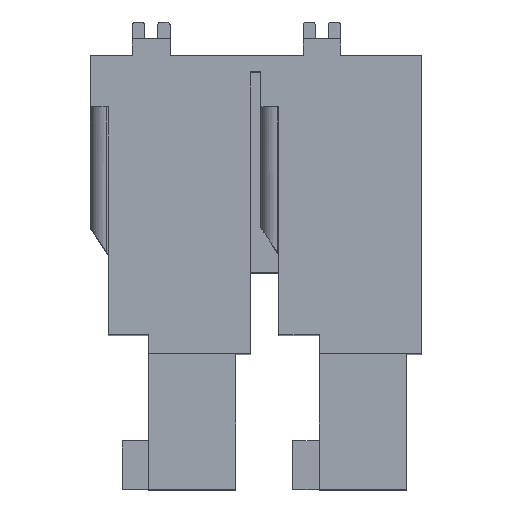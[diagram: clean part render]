
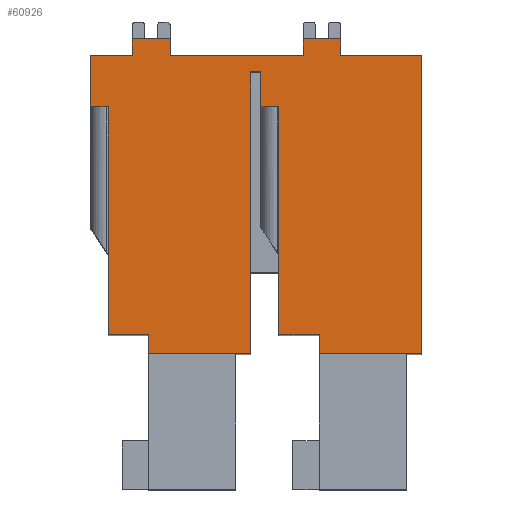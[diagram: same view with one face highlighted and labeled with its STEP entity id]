
A CAD part, top view. The second image highlights one B-rep face of the part: STEP entity #60926.
In plain terms, the highlighted planar face has unit normal (0, 0, 1).
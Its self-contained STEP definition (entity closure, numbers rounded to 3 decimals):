
#798=DIRECTION('',(1.,0.,0.));
#799=VECTOR('',#798,4.965);
#800=CARTESIAN_POINT('',(-5.215,-3.966,12.6));
#801=LINE('',#800,#799);
#4298=DIRECTION('',(0.,-1.,0.));
#4299=VECTOR('',#4298,11.089);
#4300=CARTESIAN_POINT('',(-7.176,8.05,12.6));
#4301=LINE('',#4300,#4299);
#6071=DIRECTION('',(-1.,0.,0.));
#6072=VECTOR('',#6071,6.472);
#6073=CARTESIAN_POINT('',(2.3,10.55,12.6));
#6074=LINE('',#6073,#6072);
#14942=DIRECTION('',(1.,0.,0.));
#14943=VECTOR('',#14942,4.965);
#14944=CARTESIAN_POINT('',(3.085,-3.966,12.6));
#14945=LINE('',#14944,#14943);
#18638=DIRECTION('',(0.,-1.,0.));
#18639=VECTOR('',#18638,11.089);
#18640=CARTESIAN_POINT('',(1.124,8.05,12.6));
#18641=LINE('',#18640,#18639);
#19443=DIRECTION('',(0.,-1.,0.));
#19444=VECTOR('',#19443,0.816);
#19445=CARTESIAN_POINT('',(2.3,11.366,12.6));
#19446=LINE('',#19445,#19444);
#19450=DIRECTION('',(1.,0.,0.));
#19451=VECTOR('',#19450,1.828);
#19452=CARTESIAN_POINT('',(2.3,11.366,12.6));
#19453=LINE('',#19452,#19451);
#19457=DIRECTION('',(0.,1.,0.));
#19458=VECTOR('',#19457,0.816);
#19459=CARTESIAN_POINT('',(4.128,10.55,12.6));
#19460=LINE('',#19459,#19458);
#19464=DIRECTION('',(-1.,0.,0.));
#19465=VECTOR('',#19464,3.922);
#19466=CARTESIAN_POINT('',(8.05,10.55,12.6));
#19467=LINE('',#19466,#19465);
#19471=DIRECTION('',(0.,1.,0.));
#19472=VECTOR('',#19471,14.516);
#19473=CARTESIAN_POINT('',(8.05,-3.966,12.6));
#19474=LINE('',#19473,#19472);
#19478=DIRECTION('',(0.,-1.,0.));
#19479=VECTOR('',#19478,0.927);
#19480=CARTESIAN_POINT('',(3.085,-3.039,12.6));
#19481=LINE('',#19480,#19479);
#19485=DIRECTION('',(1.,0.,0.));
#19486=VECTOR('',#19485,1.96);
#19487=CARTESIAN_POINT('',(1.124,-3.039,12.6));
#19488=LINE('',#19487,#19486);
#19492=DIRECTION('',(1.,0.,0.));
#19493=VECTOR('',#19492,0.874);
#19494=CARTESIAN_POINT('',(0.25,8.05,12.6));
#19495=LINE('',#19494,#19493);
#19499=DIRECTION('',(0.,-1.,0.));
#19500=VECTOR('',#19499,1.7);
#19501=CARTESIAN_POINT('',(0.25,9.75,12.6));
#19502=LINE('',#19501,#19500);
#19506=DIRECTION('',(1.,0.,0.));
#19507=VECTOR('',#19506,0.5);
#19508=CARTESIAN_POINT('',(-0.25,9.75,12.6));
#19509=LINE('',#19508,#19507);
#19513=DIRECTION('',(0.,1.,0.));
#19514=VECTOR('',#19513,13.716);
#19515=CARTESIAN_POINT('',(-0.25,-3.966,12.6));
#19516=LINE('',#19515,#19514);
#19520=DIRECTION('',(0.,-1.,0.));
#19521=VECTOR('',#19520,0.927);
#19522=CARTESIAN_POINT('',(-5.215,-3.039,12.6));
#19523=LINE('',#19522,#19521);
#19527=DIRECTION('',(1.,0.,0.));
#19528=VECTOR('',#19527,1.96);
#19529=CARTESIAN_POINT('',(-7.176,-3.039,12.6));
#19530=LINE('',#19529,#19528);
#19534=DIRECTION('',(1.,0.,0.));
#19535=VECTOR('',#19534,0.874);
#19536=CARTESIAN_POINT('',(-8.05,8.05,12.6));
#19537=LINE('',#19536,#19535);
#19541=DIRECTION('',(0.,-1.,0.));
#19542=VECTOR('',#19541,2.5);
#19543=CARTESIAN_POINT('',(-8.05,10.55,12.6));
#19544=LINE('',#19543,#19542);
#19548=DIRECTION('',(-1.,0.,0.));
#19549=VECTOR('',#19548,2.05);
#19550=CARTESIAN_POINT('',(-6.,10.55,12.6));
#19551=LINE('',#19550,#19549);
#19555=DIRECTION('',(0.,-1.,0.));
#19556=VECTOR('',#19555,0.816);
#19557=CARTESIAN_POINT('',(-6.,11.366,12.6));
#19558=LINE('',#19557,#19556);
#19562=DIRECTION('',(1.,0.,0.));
#19563=VECTOR('',#19562,1.828);
#19564=CARTESIAN_POINT('',(-6.,11.366,12.6));
#19565=LINE('',#19564,#19563);
#19569=DIRECTION('',(0.,1.,0.));
#19570=VECTOR('',#19569,0.816);
#19571=CARTESIAN_POINT('',(-4.172,10.55,12.6));
#19572=LINE('',#19571,#19570);
#43279=CARTESIAN_POINT('',(-7.176,-3.039,12.6));
#43280=CARTESIAN_POINT('',(-5.215,-3.039,12.6));
#43281=VERTEX_POINT('',#43279);
#43282=VERTEX_POINT('',#43280);
#43283=CARTESIAN_POINT('',(-6.,10.55,12.6));
#43284=CARTESIAN_POINT('',(-8.05,10.55,12.6));
#43285=VERTEX_POINT('',#43283);
#43286=VERTEX_POINT('',#43284);
#43288=CARTESIAN_POINT('',(-0.25,-3.966,12.6));
#43290=VERTEX_POINT('',#43288);
#43314=CARTESIAN_POINT('',(-4.172,10.55,12.6));
#43316=VERTEX_POINT('',#43314);
#43333=CARTESIAN_POINT('',(-5.215,-3.966,12.6));
#43335=VERTEX_POINT('',#43333);
#43337=CARTESIAN_POINT('',(-8.05,8.05,12.6));
#43338=VERTEX_POINT('',#43337);
#43339=CARTESIAN_POINT('',(-7.176,8.05,12.6));
#43340=VERTEX_POINT('',#43339);
#43365=CARTESIAN_POINT('',(-4.172,11.366,12.6));
#43366=VERTEX_POINT('',#43365);
#43367=CARTESIAN_POINT('',(-6.,11.366,12.6));
#43368=VERTEX_POINT('',#43367);
#43699=CARTESIAN_POINT('',(8.05,10.55,12.6));
#43700=CARTESIAN_POINT('',(4.128,10.55,12.6));
#43701=VERTEX_POINT('',#43699);
#43702=VERTEX_POINT('',#43700);
#43719=CARTESIAN_POINT('',(2.3,10.55,12.6));
#43720=VERTEX_POINT('',#43719);
#43745=CARTESIAN_POINT('',(4.128,11.366,12.6));
#43746=VERTEX_POINT('',#43745);
#43747=CARTESIAN_POINT('',(2.3,11.366,12.6));
#43748=VERTEX_POINT('',#43747);
#43895=CARTESIAN_POINT('',(0.25,8.05,12.6));
#43896=CARTESIAN_POINT('',(1.124,8.05,12.6));
#43897=VERTEX_POINT('',#43895);
#43898=VERTEX_POINT('',#43896);
#44085=CARTESIAN_POINT('',(-0.25,9.75,12.6));
#44087=VERTEX_POINT('',#44085);
#44088=CARTESIAN_POINT('',(0.25,9.75,12.6));
#44090=VERTEX_POINT('',#44088);
#50158=CARTESIAN_POINT('',(1.124,-3.039,12.6));
#50159=CARTESIAN_POINT('',(3.085,-3.039,12.6));
#50160=VERTEX_POINT('',#50158);
#50161=VERTEX_POINT('',#50159);
#50164=CARTESIAN_POINT('',(8.05,-3.966,12.6));
#50165=VERTEX_POINT('',#50164);
#50166=CARTESIAN_POINT('',(3.085,-3.966,12.6));
#50168=VERTEX_POINT('',#50166);
#60891=CARTESIAN_POINT('',(0.,0.,12.6));
#60892=DIRECTION('',(0.,0.,1.));
#60893=DIRECTION('',(1.,0.,0.));
#60894=AXIS2_PLACEMENT_3D('',#60891,#60892,#60893);
#60895=PLANE('',#60894);
#60896=ORIENTED_EDGE('',*,*,#54545,.F.);
#60897=ORIENTED_EDGE('',*,*,#54905,.F.);
#60899=ORIENTED_EDGE('',*,*,#60898,.T.);
#60901=ORIENTED_EDGE('',*,*,#60900,.F.);
#60902=ORIENTED_EDGE('',*,*,#55074,.F.);
#60903=ORIENTED_EDGE('',*,*,#55129,.F.);
#60904=ORIENTED_EDGE('',*,*,#57739,.F.);
#60905=ORIENTED_EDGE('',*,*,#57762,.F.);
#60906=ORIENTED_EDGE('',*,*,#59993,.F.);
#60907=ORIENTED_EDGE('',*,*,#60096,.F.);
#60908=ORIENTED_EDGE('',*,*,#60649,.F.);
#60909=ORIENTED_EDGE('',*,*,#54683,.F.);
#60910=ORIENTED_EDGE('',*,*,#60884,.F.);
#60911=ORIENTED_EDGE('',*,*,#50886,.F.);
#60912=ORIENTED_EDGE('',*,*,#51406,.F.);
#60913=ORIENTED_EDGE('',*,*,#51429,.F.);
#60914=ORIENTED_EDGE('',*,*,#53660,.F.);
#60915=ORIENTED_EDGE('',*,*,#53730,.F.);
#60916=ORIENTED_EDGE('',*,*,#53833,.F.);
#60917=ORIENTED_EDGE('',*,*,#53977,.F.);
#60918=ORIENTED_EDGE('',*,*,#54236,.F.);
#60919=ORIENTED_EDGE('',*,*,#54357,.F.);
#60921=ORIENTED_EDGE('',*,*,#60920,.T.);
#60923=ORIENTED_EDGE('',*,*,#60922,.F.);
#60924=EDGE_LOOP('',(#60896,#60897,#60899,#60901,#60902,#60903,#60904,#60905,
#60906,#60907,#60908,#60909,#60910,#60911,#60912,#60913,#60914,#60915,#60916,
#60917,#60918,#60919,#60921,#60923));
#60925=FACE_OUTER_BOUND('',#60924,.F.);
#50886=EDGE_CURVE('',#43290,#44087,#19516,.T.);
#51406=EDGE_CURVE('',#43335,#43290,#801,.T.);
#51429=EDGE_CURVE('',#43282,#43335,#19523,.T.);
#53660=EDGE_CURVE('',#43281,#43282,#19530,.T.);
#53730=EDGE_CURVE('',#43340,#43281,#4301,.T.);
#53833=EDGE_CURVE('',#43338,#43340,#19537,.T.);
#53977=EDGE_CURVE('',#43286,#43338,#19544,.T.);
#54236=EDGE_CURVE('',#43285,#43286,#19551,.T.);
#54357=EDGE_CURVE('',#43368,#43285,#19558,.T.);
#54545=EDGE_CURVE('',#43720,#43316,#6074,.T.);
#54683=EDGE_CURVE('',#44090,#43897,#19502,.T.);
#54905=EDGE_CURVE('',#43748,#43720,#19446,.T.);
#55074=EDGE_CURVE('',#43701,#43702,#19467,.T.);
#55129=EDGE_CURVE('',#50165,#43701,#19474,.T.);
#57739=EDGE_CURVE('',#50168,#50165,#14945,.T.);
#57762=EDGE_CURVE('',#50161,#50168,#19481,.T.);
#59993=EDGE_CURVE('',#50160,#50161,#19488,.T.);
#60096=EDGE_CURVE('',#43898,#50160,#18641,.T.);
#60649=EDGE_CURVE('',#43897,#43898,#19495,.T.);
#60884=EDGE_CURVE('',#44087,#44090,#19509,.T.);
#60898=EDGE_CURVE('',#43748,#43746,#19453,.T.);
#60900=EDGE_CURVE('',#43702,#43746,#19460,.T.);
#60920=EDGE_CURVE('',#43368,#43366,#19565,.T.);
#60922=EDGE_CURVE('',#43316,#43366,#19572,.T.);
#60926=ADVANCED_FACE('',(#60925),#60895,.T.);
